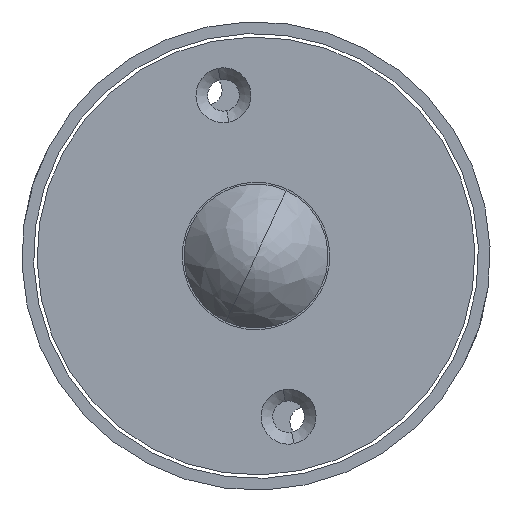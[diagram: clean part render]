
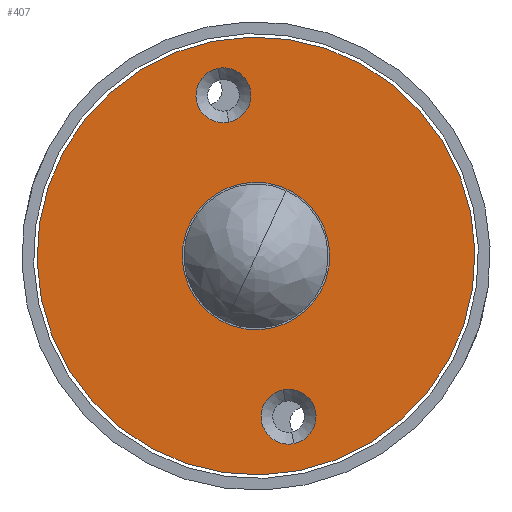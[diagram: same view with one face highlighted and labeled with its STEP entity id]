
A CAD part, front view. The second image highlights one B-rep face of the part: STEP entity #407.
In plain terms, the highlighted face is planar.
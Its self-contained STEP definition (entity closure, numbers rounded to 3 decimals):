
#27 = DIRECTION ( 'NONE',  ( 0., 0., 1. ) ) ;
#29 = ORIENTED_EDGE ( 'NONE', *, *, #609, .F. ) ;
#76 = CARTESIAN_POINT ( 'NONE',  ( 0., 2., 32.7 ) ) ;
#157 = EDGE_CURVE ( 'NONE', #1770, #1278, #1403, .T. ) ;
#163 = DIRECTION ( 'NONE',  ( 0., 0., 1. ) ) ;
#173 = EDGE_CURVE ( 'NONE', #1278, #1770, #883, .T. ) ;
#223 = AXIS2_PLACEMENT_3D ( 'NONE', #2102, #259, #1663 ) ;
#259 = DIRECTION ( 'NONE',  ( 0., 1., 0. ) ) ;
#311 = DIRECTION ( 'NONE',  ( 0., 0., 1. ) ) ;
#354 = DIRECTION ( 'NONE',  ( 0., 0., 1. ) ) ;
#407 = ADVANCED_FACE ( 'NONE', ( #2526, #505, #926, #1398 ), #1441, .T. ) ;
#436 = ORIENTED_EDGE ( 'NONE', *, *, #586, .F. ) ;
#488 = EDGE_CURVE ( 'NONE', #1132, #2620, #1689, .T. ) ;
#489 = DIRECTION ( 'NONE',  ( 0., 0., 1. ) ) ;
#505 = FACE_BOUND ( 'NONE', #1289, .T. ) ;
#577 = CARTESIAN_POINT ( 'NONE',  ( 0., 2., -23.3 ) ) ;
#586 = EDGE_CURVE ( 'NONE', #1949, #1348, #2449, .T. ) ;
#609 = EDGE_CURVE ( 'NONE', #2205, #2658, #1080, .T. ) ;
#612 = AXIS2_PLACEMENT_3D ( 'NONE', #2149, #1703, #311 ) ;
#638 = ORIENTED_EDGE ( 'NONE', *, *, #173, .F. ) ;
#708 = CARTESIAN_POINT ( 'NONE',  ( 0., 2., -12.6 ) ) ;
#852 = CIRCLE ( 'NONE', #1463, 12.6 ) ;
#854 = CIRCLE ( 'NONE', #2919, 37.4 ) ;
#883 = CIRCLE ( 'NONE', #2775, 4.7 ) ;
#926 = FACE_OUTER_BOUND ( 'NONE', #1340, .T. ) ;
#955 = CARTESIAN_POINT ( 'NONE',  ( 0., 2., -28. ) ) ;
#971 = EDGE_LOOP ( 'NONE', ( #638, #1456 ) ) ;
#980 = CARTESIAN_POINT ( 'NONE',  ( 0., 2., 0. ) ) ;
#985 = CIRCLE ( 'NONE', #1414, 4.7 ) ;
#989 = DIRECTION ( 'NONE',  ( 0., 0., 1. ) ) ;
#1080 = CIRCLE ( 'NONE', #2684, 4.7 ) ;
#1132 = VERTEX_POINT ( 'NONE', #1990 ) ;
#1202 = DIRECTION ( 'NONE',  ( 0., 0., 1. ) ) ;
#1271 = CARTESIAN_POINT ( 'NONE',  ( 0., 2., 0. ) ) ;
#1278 = VERTEX_POINT ( 'NONE', #76 ) ;
#1289 = EDGE_LOOP ( 'NONE', ( #2844, #29 ) ) ;
#1340 = EDGE_LOOP ( 'NONE', ( #2094, #2479 ) ) ;
#1348 = VERTEX_POINT ( 'NONE', #708 ) ;
#1350 = ORIENTED_EDGE ( 'NONE', *, *, #1650, .F. ) ;
#1398 = FACE_BOUND ( 'NONE', #1934, .T. ) ;
#1403 = CIRCLE ( 'NONE', #612, 4.7 ) ;
#1414 = AXIS2_PLACEMENT_3D ( 'NONE', #955, #2335, #1202 ) ;
#1425 = CARTESIAN_POINT ( 'NONE',  ( 0., 2., 0. ) ) ;
#1435 = EDGE_CURVE ( 'NONE', #2658, #2205, #985, .T. ) ;
#1441 = PLANE ( 'NONE',  #1598 ) ;
#1456 = ORIENTED_EDGE ( 'NONE', *, *, #157, .F. ) ;
#1463 = AXIS2_PLACEMENT_3D ( 'NONE', #1425, #2275, #489 ) ;
#1503 = DIRECTION ( 'NONE',  ( 0., 1., 0. ) ) ;
#1506 = AXIS2_PLACEMENT_3D ( 'NONE', #980, #1889, #354 ) ;
#1598 = AXIS2_PLACEMENT_3D ( 'NONE', #2321, #1648, #27 ) ;
#1648 = DIRECTION ( 'NONE',  ( 0., 1., 0. ) ) ;
#1650 = EDGE_CURVE ( 'NONE', #1348, #1949, #852, .T. ) ;
#1663 = DIRECTION ( 'NONE',  ( 0., 0., 1. ) ) ;
#1689 = CIRCLE ( 'NONE', #223, 37.4 ) ;
#1703 = DIRECTION ( 'NONE',  ( 0., 1., 0. ) ) ;
#1715 = CARTESIAN_POINT ( 'NONE',  ( 0., 2., 37.4 ) ) ;
#1770 = VERTEX_POINT ( 'NONE', #2785 ) ;
#1889 = DIRECTION ( 'NONE',  ( 0., 1., 0. ) ) ;
#1923 = CARTESIAN_POINT ( 'NONE',  ( 0., 2., -32.7 ) ) ;
#1934 = EDGE_LOOP ( 'NONE', ( #1350, #436 ) ) ;
#1949 = VERTEX_POINT ( 'NONE', #2679 ) ;
#1969 = DIRECTION ( 'NONE',  ( 0., 0., 1. ) ) ;
#1990 = CARTESIAN_POINT ( 'NONE',  ( 0., 2., -37.4 ) ) ;
#2042 = EDGE_CURVE ( 'NONE', #2620, #1132, #854, .T. ) ;
#2094 = ORIENTED_EDGE ( 'NONE', *, *, #488, .T. ) ;
#2102 = CARTESIAN_POINT ( 'NONE',  ( 0., 2., 0. ) ) ;
#2119 = CARTESIAN_POINT ( 'NONE',  ( 0., 2., 28. ) ) ;
#2149 = CARTESIAN_POINT ( 'NONE',  ( 0., 2., 28. ) ) ;
#2205 = VERTEX_POINT ( 'NONE', #1923 ) ;
#2275 = DIRECTION ( 'NONE',  ( 0., 1., 0. ) ) ;
#2321 = CARTESIAN_POINT ( 'NONE',  ( 0., 2., 0. ) ) ;
#2335 = DIRECTION ( 'NONE',  ( 0., 1., 0. ) ) ;
#2389 = DIRECTION ( 'NONE',  ( 0., 1., 0. ) ) ;
#2396 = CARTESIAN_POINT ( 'NONE',  ( 0., 2., -28. ) ) ;
#2449 = CIRCLE ( 'NONE', #1506, 12.6 ) ;
#2479 = ORIENTED_EDGE ( 'NONE', *, *, #2042, .T. ) ;
#2526 = FACE_BOUND ( 'NONE', #971, .T. ) ;
#2620 = VERTEX_POINT ( 'NONE', #1715 ) ;
#2658 = VERTEX_POINT ( 'NONE', #577 ) ;
#2679 = CARTESIAN_POINT ( 'NONE',  ( 0., 2., 12.6 ) ) ;
#2684 = AXIS2_PLACEMENT_3D ( 'NONE', #2396, #1503, #1969 ) ;
#2775 = AXIS2_PLACEMENT_3D ( 'NONE', #2119, #2389, #989 ) ;
#2785 = CARTESIAN_POINT ( 'NONE',  ( 0., 2., 23.3 ) ) ;
#2844 = ORIENTED_EDGE ( 'NONE', *, *, #1435, .F. ) ;
#2887 = DIRECTION ( 'NONE',  ( 0., 1., 0. ) ) ;
#2919 = AXIS2_PLACEMENT_3D ( 'NONE', #1271, #2887, #163 ) ;
